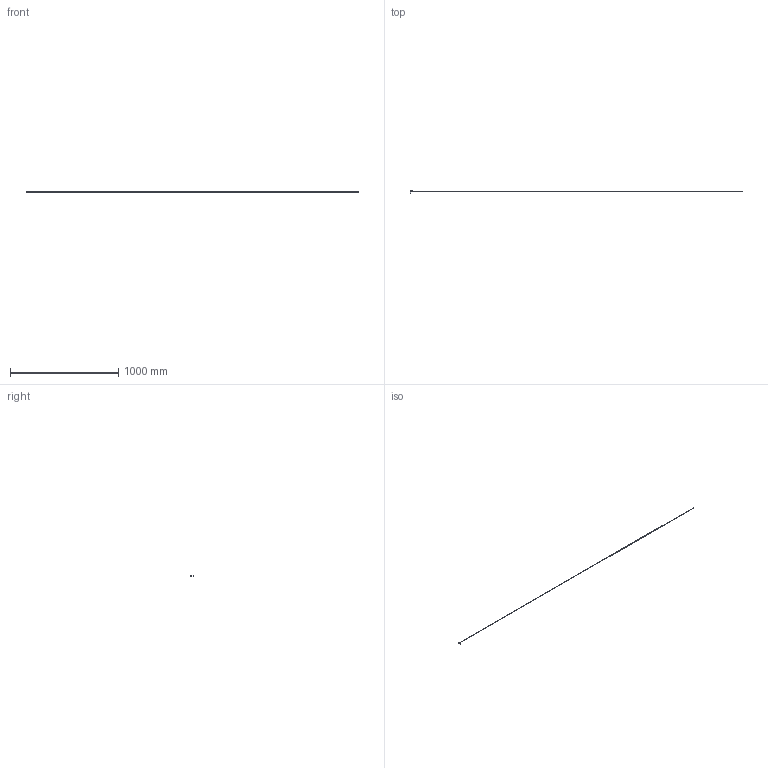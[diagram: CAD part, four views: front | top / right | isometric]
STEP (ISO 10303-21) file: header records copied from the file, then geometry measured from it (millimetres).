
FILE_DESCRIPTION (( 'STEP AP214' ), '1' );
FILE_NAME ('172-1018.STEP', '2019-11-07T22:47:12', ( '' ), ( '' ), 'SwSTEP 2.0', 'SolidWorks 2017', '' );
FILE_SCHEMA (( 'AUTOMOTIVE_DESIGN' ));
Length unit declared in the file: millimetre
Products named in the file (1): 172-1018
Bounding box: 3071.5 x 22 x 8.5 mm (x, y, z)
Volume: 20965.5 mm3; surface area: 36856 mm2
Topology: 6 solids, 6 shells, 131 faces, 347 edges, 229 vertices
Faces by surface type: plane 103, cylinder 22, cone 4, sphere 2
Entity records: 4106 total; most frequent: CARTESIAN_POINT 708, ORIENTED_EDGE 694, DIRECTION 665, EDGE_CURVE 347, LINE 293, VECTOR 293, VERTEX_POINT 229, AXIS2_PLACEMENT_3D 186
